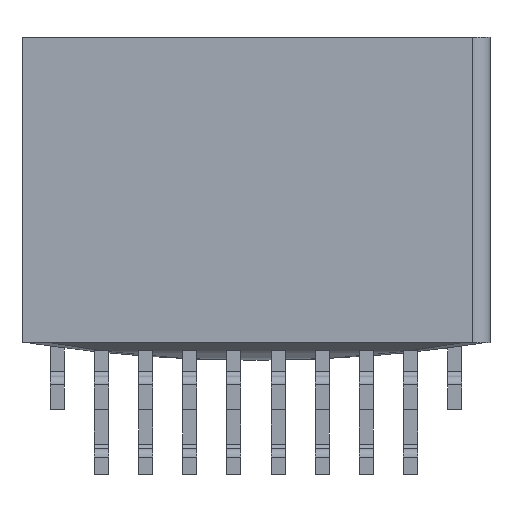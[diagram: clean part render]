
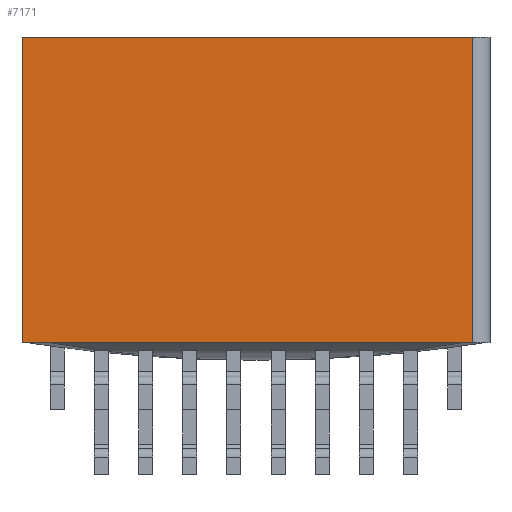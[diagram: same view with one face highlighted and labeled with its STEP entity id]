
A CAD part, front view. The second image highlights one B-rep face of the part: STEP entity #7171.
In plain terms, the highlighted planar face has unit normal (0, -1, 0).
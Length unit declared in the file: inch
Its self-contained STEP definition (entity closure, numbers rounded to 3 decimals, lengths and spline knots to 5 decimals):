
#373=PLANE('',#7827);
#764=FACE_OUTER_BOUND('',#1215,.T.);
#1215=EDGE_LOOP('',(#6232,#6233,#6234,#6235));
#1708=LINE('',#11771,#2400);
#1898=LINE('',#12316,#2590);
#1900=LINE('',#12320,#2592);
#1901=LINE('',#12321,#2593);
#2400=VECTOR('',#9147,39.37008);
#2590=VECTOR('',#9679,39.37008);
#2592=VECTOR('',#9683,39.37008);
#2593=VECTOR('',#9684,39.37008);
#3395=VERTEX_POINT('',#11768);
#3396=VERTEX_POINT('',#11770);
#3558=VERTEX_POINT('',#12314);
#3559=VERTEX_POINT('',#12319);
#4268=EDGE_CURVE('',#3395,#3396,#1708,.T.);
#4529=EDGE_CURVE('',#3558,#3395,#1898,.T.);
#4531=EDGE_CURVE('',#3559,#3558,#1900,.T.);
#4532=EDGE_CURVE('',#3559,#3396,#1901,.T.);
#6232=ORIENTED_EDGE('',*,*,#4529,.F.);
#6233=ORIENTED_EDGE('',*,*,#4531,.F.);
#6234=ORIENTED_EDGE('',*,*,#4532,.T.);
#6235=ORIENTED_EDGE('',*,*,#4268,.F.);
#7171=ADVANCED_FACE('',(#764),#373,.T.);
#7827=AXIS2_PLACEMENT_3D('',#12318,#9681,#9682);
#9147=DIRECTION('',(1.,0.,0.));
#9679=DIRECTION('',(0.,0.,1.));
#9681=DIRECTION('center_axis',(0.,-1.,0.));
#9682=DIRECTION('ref_axis',(0.,0.,-1.));
#9683=DIRECTION('',(-1.,0.,0.));
#9684=DIRECTION('',(0.,0.,1.));
#11768=CARTESIAN_POINT('',(-0.1325,-0.035,0.0865));
#11770=CARTESIAN_POINT('',(0.1225,-0.035,0.0865));
#11771=CARTESIAN_POINT('',(-0.4825,-0.035,0.0865));
#12314=CARTESIAN_POINT('',(-0.1325,-0.035,-0.0865));
#12316=CARTESIAN_POINT('',(-0.1325,-0.035,-0.0865));
#12318=CARTESIAN_POINT('Origin',(-0.4825,-0.035,-0.0865));
#12319=CARTESIAN_POINT('',(0.1225,-0.035,-0.0865));
#12320=CARTESIAN_POINT('',(-0.4825,-0.035,-0.0865));
#12321=CARTESIAN_POINT('',(0.1225,-0.035,0.0865));
